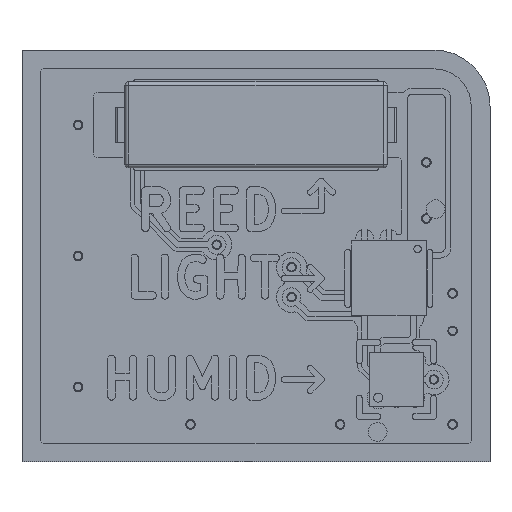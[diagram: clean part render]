
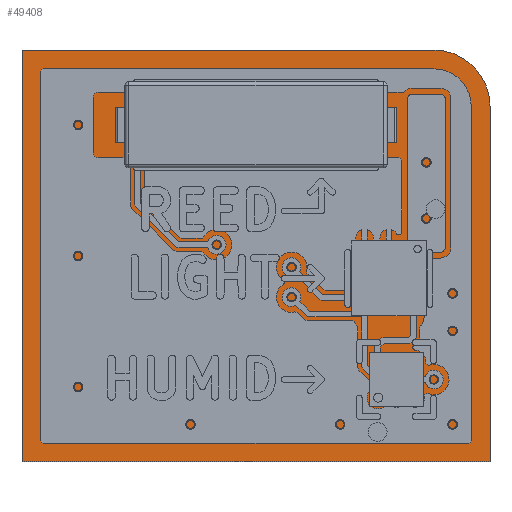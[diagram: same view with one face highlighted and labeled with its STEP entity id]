
A CAD part, top view. The second image highlights one B-rep face of the part: STEP entity #49408.
In plain terms, the highlighted planar face has unit normal (0, 0, 1).
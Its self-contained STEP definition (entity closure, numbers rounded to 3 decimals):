
#49245 = VERTEX_POINT('',#49246);
#49246 = CARTESIAN_POINT('',(11.,0.,0.71));
#49252 = EDGE_CURVE('',#49245,#49253,#49255,.T.);
#49253 = VERTEX_POINT('',#49254);
#49254 = CARTESIAN_POINT('',(12.5,-1.5,0.71));
#49255 = CIRCLE('',#49256,1.5);
#49256 = AXIS2_PLACEMENT_3D('',#49257,#49258,#49259);
#49257 = CARTESIAN_POINT('',(11.,-1.5,0.71));
#49258 = DIRECTION('',(0.,0.,-1.));
#49259 = DIRECTION('',(0.,1.,0.));
#49285 = EDGE_CURVE('',#49253,#49286,#49288,.T.);
#49286 = VERTEX_POINT('',#49287);
#49287 = CARTESIAN_POINT('',(12.5,-11.,0.71));
#49288 = LINE('',#49289,#49290);
#49289 = CARTESIAN_POINT('',(12.5,-1.5,0.71));
#49290 = VECTOR('',#49291,1.);
#49291 = DIRECTION('',(0.,-1.,0.));
#49316 = EDGE_CURVE('',#49286,#49317,#49319,.T.);
#49317 = VERTEX_POINT('',#49318);
#49318 = CARTESIAN_POINT('',(0.,-11.,0.71));
#49319 = LINE('',#49320,#49321);
#49320 = CARTESIAN_POINT('',(12.5,-11.,0.71));
#49321 = VECTOR('',#49322,1.);
#49322 = DIRECTION('',(-1.,0.,0.));
#49347 = EDGE_CURVE('',#49317,#49348,#49350,.T.);
#49348 = VERTEX_POINT('',#49349);
#49349 = CARTESIAN_POINT('',(0.,0.,0.71));
#49350 = LINE('',#49351,#49352);
#49351 = CARTESIAN_POINT('',(0.,-11.,0.71));
#49352 = VECTOR('',#49353,1.);
#49353 = DIRECTION('',(0.,1.,0.));
#49378 = EDGE_CURVE('',#49348,#49245,#49379,.T.);
#49379 = LINE('',#49380,#49381);
#49380 = CARTESIAN_POINT('',(0.,0.,0.71));
#49381 = VECTOR('',#49382,1.);
#49382 = DIRECTION('',(1.,0.,0.));
#49408 = ADVANCED_FACE('',(#49409),#49416,.T.);
#49409 = FACE_BOUND('',#49410,.F.);
#49410 = EDGE_LOOP('',(#49411,#49412,#49413,#49414,#49415));
#49411 = ORIENTED_EDGE('',*,*,#49252,.T.);
#49412 = ORIENTED_EDGE('',*,*,#49285,.T.);
#49413 = ORIENTED_EDGE('',*,*,#49316,.T.);
#49414 = ORIENTED_EDGE('',*,*,#49347,.T.);
#49415 = ORIENTED_EDGE('',*,*,#49378,.T.);
#49416 = PLANE('',#49417);
#49417 = AXIS2_PLACEMENT_3D('',#49418,#49419,#49420);
#49418 = CARTESIAN_POINT('',(0.,0.,0.71));
#49419 = DIRECTION('',(0.,0.,1.));
#49420 = DIRECTION('',(1.,0.,-0.));
